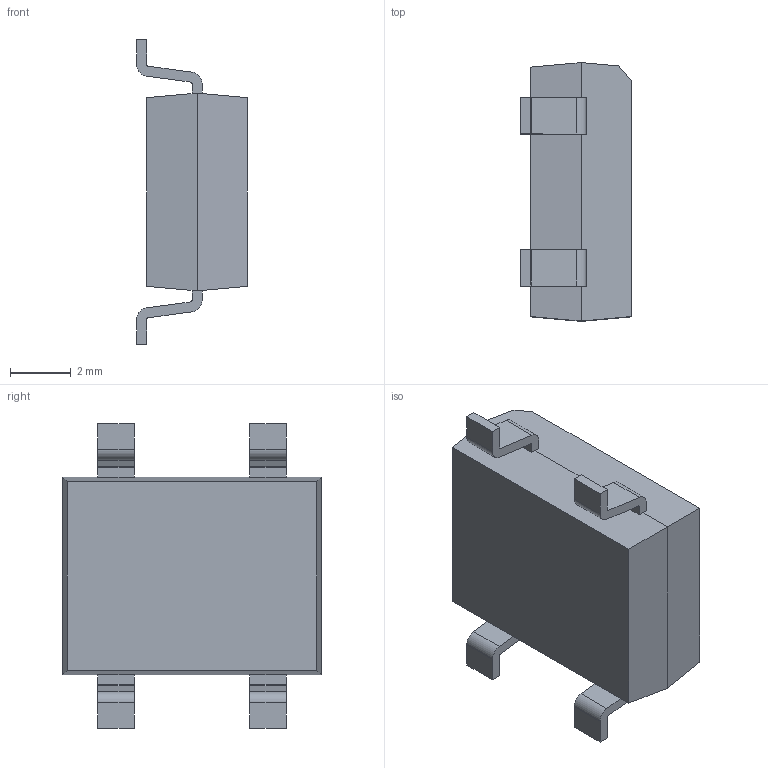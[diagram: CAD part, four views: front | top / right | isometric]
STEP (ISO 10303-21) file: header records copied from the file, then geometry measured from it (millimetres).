
FILE_DESCRIPTION((''),'2;1');
FILE_NAME('USER_LIBRARY-BR_DF-S','2015-09-06T',('Byron'),(''),'PRO/ENGINEER BY PARAMETRIC TECHNOLOGY CORPORATION, 2011310','PRO/ENGINEER BY PARAMETRIC TECHNOLOGY CORPORATION, 2011310','');
FILE_SCHEMA(('AUTOMOTIVE_DESIGN { 1 2 10303 214 0 1 1 1 }'));
Length unit declared in the file: millimetre
Products named in the file (1): USER_LIBRARY-BR_DF-S
Bounding box: 3.63 x 8.5 x 10 mm (x, y, z)
Volume: 1.3 mm3; surface area: 240.5 mm2
Topology: 1 solids, 5 shells, 69 faces, 175 edges, 115 vertices
Faces by surface type: plane 51, cylinder 16, sphere 2
Entity records: 2570 total; most frequent: CARTESIAN_POINT 360, DIRECTION 351, ORIENTED_EDGE 346, EDGE_CURVE 173, VECTOR 135, LINE 135, VERTEX_POINT 115, AXIS2_PLACEMENT_3D 108
